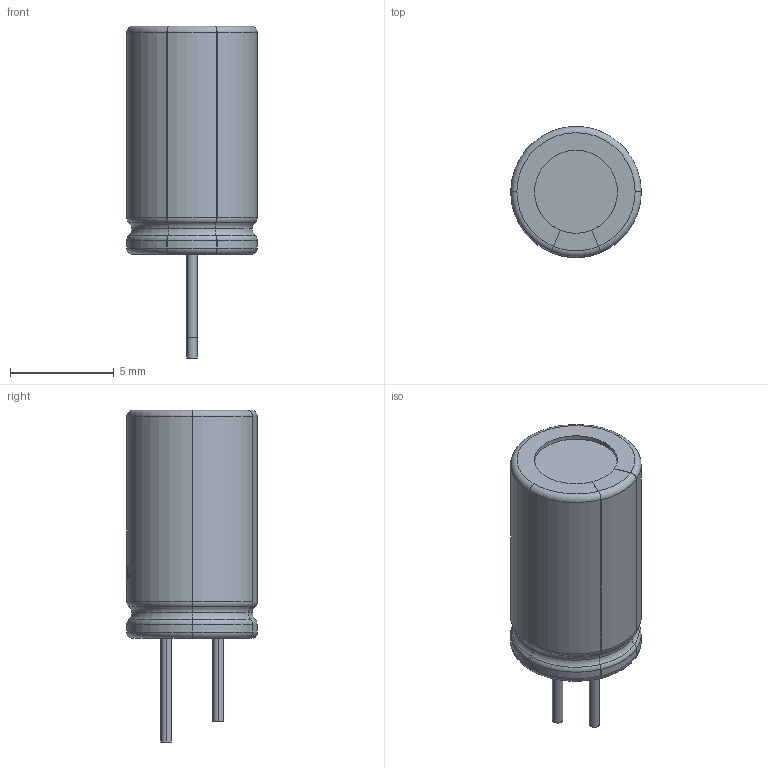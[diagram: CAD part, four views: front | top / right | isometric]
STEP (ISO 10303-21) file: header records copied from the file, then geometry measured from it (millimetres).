
FILE_DESCRIPTION (( 'STEP AP214' ), '1' );
FILE_NAME ('CAP-TH_BD6.3-P2.50-D0.5-FD.step', '2022-07-01T07:26:01', ( '' ), ( '' ), 'SwSTEP 2.0', 'SolidWorks 2020', '' );
FILE_SCHEMA (( 'AUTOMOTIVE_DESIGN' ));
Length unit declared in the file: millimetre
Products named in the file (1): CAP-TH_BD6.3-P2.50-D0.5-FD
Bounding box: 6.3 x 6.31 x 16.01 mm (x, y, z)
Volume: 336 mm3; surface area: 297.3 mm2
Topology: 1 solids, 1 shells, 292 faces, 787 edges, 520 vertices
Faces by surface type: plane 135, bspline 98, cylinder 35, torus 24
Entity records: 14186 total; most frequent: CARTESIAN_POINT 4833, ORIENTED_EDGE 1574, DIRECTION 859, EDGE_CURVE 787, VERTEX_POINT 520, EDGE_LOOP 315, UNCERTAINTY_MEASURE_WITH_UNIT 295, SURFACE_SIDE_STYLE 294
